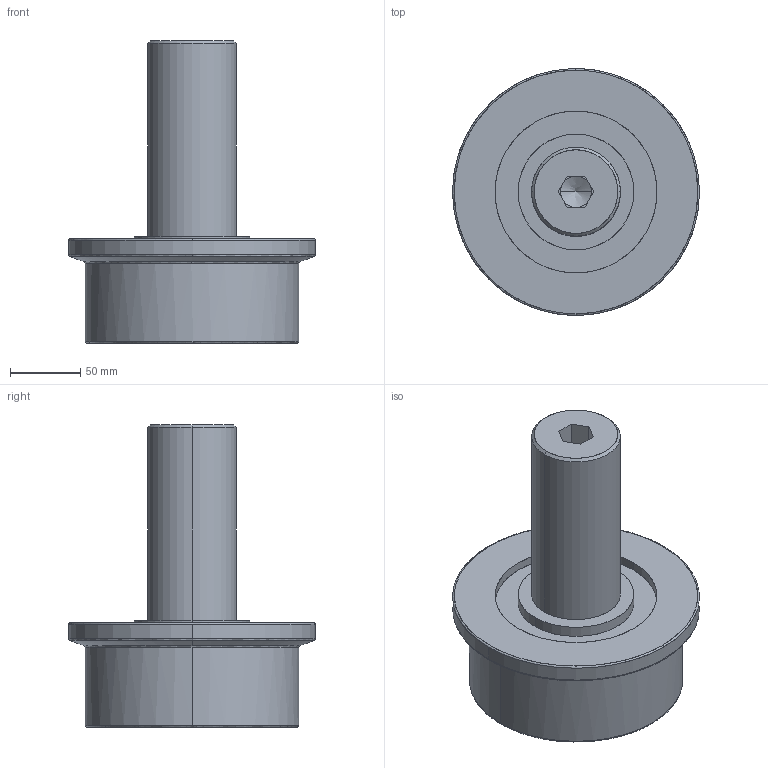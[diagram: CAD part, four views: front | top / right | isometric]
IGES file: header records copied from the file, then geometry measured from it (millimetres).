
Start section: SolidWorks IGES file using analytic representation for surfaces
Global section: file name: FCDEFAU0801931304687.igs; native system: SolidWorks 2008; preprocessor: SolidWorks 2008; author: partstream; date: 080801.093131; units: millimetre
Bounding box: 176.21 x 176.21 x 215.9 mm (x, y, z)
Surface area: 117190.5 mm2 (no closed solid volume)
Topology: 0 solids, 0 shells, 45 faces, 843 edges, 841 vertices
Faces by surface type: bspline 27, revolution 18
